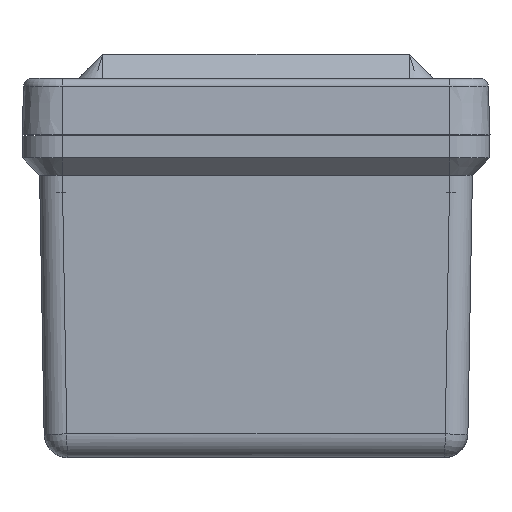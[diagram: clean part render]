
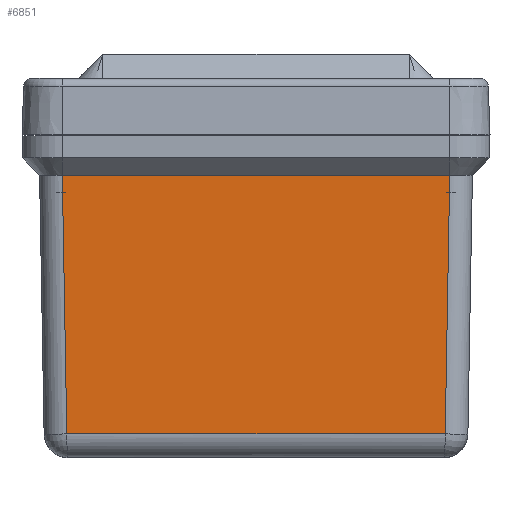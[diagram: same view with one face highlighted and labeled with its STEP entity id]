
A CAD part, front view. The second image highlights one B-rep face of the part: STEP entity #6851.
In plain terms, the highlighted face is planar.
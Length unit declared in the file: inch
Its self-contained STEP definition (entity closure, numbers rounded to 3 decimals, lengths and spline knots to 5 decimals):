
#544=LINE($,#12374,#1036);
#545=LINE($,#12377,#1037);
#546=LINE($,#12379,#1038);
#547=LINE($,#12381,#1039);
#548=LINE($,#12383,#1040);
#549=LINE($,#12384,#1041);
#1036=VECTOR($,#8652,2.93096);
#1037=VECTOR($,#8655,2.00268);
#1038=VECTOR($,#8656,0.00043);
#1039=VECTOR($,#8657,3.);
#1040=VECTOR($,#8658,0.00043);
#1041=VECTOR($,#8659,2.00268);
#1440=PLANE($,#7389);
#1736=FACE_OUTER_BOUND($,#2160,.T.);
#2160=EDGE_LOOP($,(#5238,#5239,#5240,#5241,#5242,#5243));
#3170=VERTEX_POINT($,#12009);
#3172=VERTEX_POINT($,#12245);
#3174=VERTEX_POINT($,#12376);
#3175=VERTEX_POINT($,#12378);
#3176=VERTEX_POINT($,#12380);
#3177=VERTEX_POINT($,#12382);
#3955=EDGE_CURVE($,#3172,#3170,#544,.T.);
#3956=EDGE_CURVE($,#3174,#3172,#545,.T.);
#3957=EDGE_CURVE($,#3174,#3175,#546,.T.);
#3958=EDGE_CURVE($,#3176,#3175,#547,.T.);
#3959=EDGE_CURVE($,#3176,#3177,#548,.T.);
#3960=EDGE_CURVE($,#3170,#3177,#549,.T.);
#5238=ORIENTED_EDGE($,*,*,#3955,.F.);
#5239=ORIENTED_EDGE($,*,*,#3956,.F.);
#5240=ORIENTED_EDGE($,*,*,#3957,.T.);
#5241=ORIENTED_EDGE($,*,*,#3958,.F.);
#5242=ORIENTED_EDGE($,*,*,#3959,.T.);
#5243=ORIENTED_EDGE($,*,*,#3960,.F.);
#6851=ADVANCED_FACE($,(#1736),#1440,.T.);
#7389=AXIS2_PLACEMENT_3D($,#12375,#8653,#8654);
#8652=DIRECTION($,(-1.,0.,0.));
#8653=DIRECTION('center_axis',(0.,-0.017,1.));
#8654=DIRECTION('ref_axis',(-1.,0.,0.));
#8655=DIRECTION($,(-0.017,-1.,-0.017));
#8656=DIRECTION($,(-1.,0.,0.));
#8657=DIRECTION($,(1.,0.,0.));
#8658=DIRECTION($,(-1.,0.,0.));
#8659=DIRECTION($,(-0.017,1.,0.017));
#12009=CARTESIAN_POINT('',(-1.46548,0.18423,8.502));
#12245=CARTESIAN_POINT('',(1.46548,0.18423,8.502));
#12374=CARTESIAN_POINT($,(1.46548,0.18423,8.502));
#12375=CARTESIAN_POINT('Origin',(1.5,2.1863,8.53695));
#12376=CARTESIAN_POINT('',(1.50043,2.1863,8.53695));
#12377=CARTESIAN_POINT($,(1.50043,2.1863,8.53695));
#12378=CARTESIAN_POINT('',(1.5,2.1863,8.53695));
#12379=CARTESIAN_POINT($,(1.50043,2.1863,8.53695));
#12380=CARTESIAN_POINT('',(-1.5,2.1863,8.53695));
#12381=CARTESIAN_POINT($,(-1.5,2.1863,8.53695));
#12382=CARTESIAN_POINT('',(-1.50043,2.1863,8.53695));
#12383=CARTESIAN_POINT($,(-1.5,2.1863,8.53695));
#12384=CARTESIAN_POINT($,(-1.46548,0.18423,8.502));
